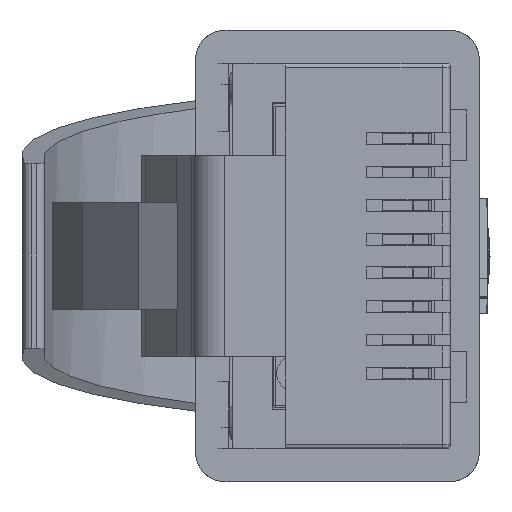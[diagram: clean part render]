
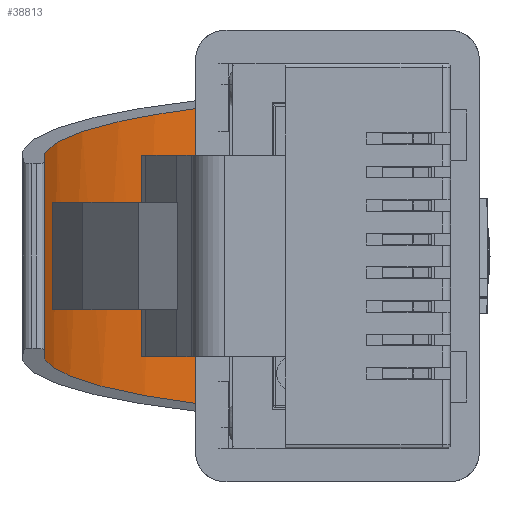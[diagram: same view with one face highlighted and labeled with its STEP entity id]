
A CAD part, left-side view. The second image highlights one B-rep face of the part: STEP entity #38813.
In plain terms, the highlighted cylindrical face has radius 12.7 mm (diameter 25.4 mm), a partial arc.
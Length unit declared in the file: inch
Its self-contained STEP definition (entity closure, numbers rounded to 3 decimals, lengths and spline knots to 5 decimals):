
#4712 = ORIENTED_EDGE ( 'NONE', *, *, #16988, .T. ) ;
#4715 = ORIENTED_EDGE ( 'NONE', *, *, #17435, .F. ) ;
#9289 = VECTOR ( 'NONE', #11347, 39.37008 ) ;
#9298 = LINE ( 'NONE', #11366, #9289 ) ;
#10546 = CARTESIAN_POINT ( 'NONE',  ( -0.17563, 0.169, 0.06 ) ) ;
#10570 = CARTESIAN_POINT ( 'NONE',  ( -0.12265, 0.34896, 0.39906 ) ) ;
#10609 = CARTESIAN_POINT ( 'NONE',  ( 0.12265, 0.34896, 0.39906 ) ) ;
#10822 = CARTESIAN_POINT ( 'NONE',  ( 0.17562, 0.169, 0.06 ) ) ;
#11347 = DIRECTION ( 'NONE',  ( -1., 0., 0. ) ) ;
#11366 = CARTESIAN_POINT ( 'NONE',  ( 0.185, 0.34896, 0.39906 ) ) ;
#11451 = CARTESIAN_POINT ( 'NONE',  ( 0.16223, 0.27309, 0.14571 ) ) ;
#11459 = CARTESIAN_POINT ( 'NONE',  ( 0.14362, 0.3363, 0.26482 ) ) ;
#11460 = CARTESIAN_POINT ( 'NONE',  ( 0.12265, 0.34896, 0.39906 ) ) ;
#11461 = CARTESIAN_POINT ( 'NONE',  ( 0.17562, 0.169, 0.06 ) ) ;
#16988 = EDGE_CURVE ( 'NONE', #48707, #48646, #9298, .T. ) ;
#17054 = EDGE_CURVE ( 'NONE', #48707, #48978, #32772, .T. ) ;
#17429 = EDGE_CURVE ( 'NONE', #48617, #48646, #49433, .T. ) ;
#17435 = EDGE_CURVE ( 'NONE', #48978, #48617, #49929, .T. ) ;
#18482 = DIRECTION ( 'NONE',  ( -1., 0., 0. ) ) ;
#18485 = DIRECTION ( 'NONE',  ( 0., 0., 1. ) ) ;
#18491 = CARTESIAN_POINT ( 'NONE',  ( 0.185, -0.14884, 0.44598 ) ) ;
#23510 = CARTESIAN_POINT ( 'NONE',  ( -0.17563, 0.169, 0.06 ) ) ;
#23533 = CARTESIAN_POINT ( 'NONE',  ( 0.185, 0.169, 0.06 ) ) ;
#23535 = CARTESIAN_POINT ( 'NONE',  ( -0.16223, 0.27309, 0.14571 ) ) ;
#23536 = CARTESIAN_POINT ( 'NONE',  ( -0.14362, 0.3363, 0.26482 ) ) ;
#23537 = CARTESIAN_POINT ( 'NONE',  ( -0.12265, 0.34896, 0.39906 ) ) ;
#23541 = DIRECTION ( 'NONE',  ( -1., 0., 0. ) ) ;
#26280 = FACE_OUTER_BOUND ( 'NONE', #26312, .T. ) ;
#26290 = CYLINDRICAL_SURFACE ( 'NONE', #32891, 0.5 ) ;
#26312 = EDGE_LOOP ( 'NONE', ( #42016, #4715, #42573, #4712 ) ) ;
#32772 =( BOUNDED_CURVE ( )  B_SPLINE_CURVE ( 3, ( #11460, #11459, #11451, #11461 ),
 .UNSPECIFIED., .F., .F. ) 
 B_SPLINE_CURVE_WITH_KNOTS ( ( 4, 4 ),
 ( 1.66477, 2.45271 ),
 .UNSPECIFIED. ) 
 CURVE ( )  GEOMETRIC_REPRESENTATION_ITEM ( )  RATIONAL_B_SPLINE_CURVE ( ( 1., 0.949, 0.949, 1. ) ) 
 REPRESENTATION_ITEM ( '' )  );
#32891 = AXIS2_PLACEMENT_3D ( 'NONE', #18491, #18482, #18485 ) ;
#38813 = ADVANCED_FACE ( 'NONE', ( #26280 ), #26290, .F. ) ;
#42016 = ORIENTED_EDGE ( 'NONE', *, *, #17429, .F. ) ;
#42573 = ORIENTED_EDGE ( 'NONE', *, *, #17054, .F. ) ;
#48617 = VERTEX_POINT ( 'NONE', #10546 ) ;
#48646 = VERTEX_POINT ( 'NONE', #10570 ) ;
#48707 = VERTEX_POINT ( 'NONE', #10609 ) ;
#48978 = VERTEX_POINT ( 'NONE', #10822 ) ;
#49433 =( BOUNDED_CURVE ( )  B_SPLINE_CURVE ( 3, ( #23510, #23535, #23536, #23537 ),
 .UNSPECIFIED., .F., .F. ) 
 B_SPLINE_CURVE_WITH_KNOTS ( ( 4, 4 ),
 ( 0.68888, 1.47683 ),
 .UNSPECIFIED. ) 
 CURVE ( )  GEOMETRIC_REPRESENTATION_ITEM ( )  RATIONAL_B_SPLINE_CURVE ( ( 1., 0.949, 0.949, 1. ) ) 
 REPRESENTATION_ITEM ( '' )  );
#49929 = LINE ( 'NONE', #23533, #49938 ) ;
#49938 = VECTOR ( 'NONE', #23541, 39.37008 ) ;
